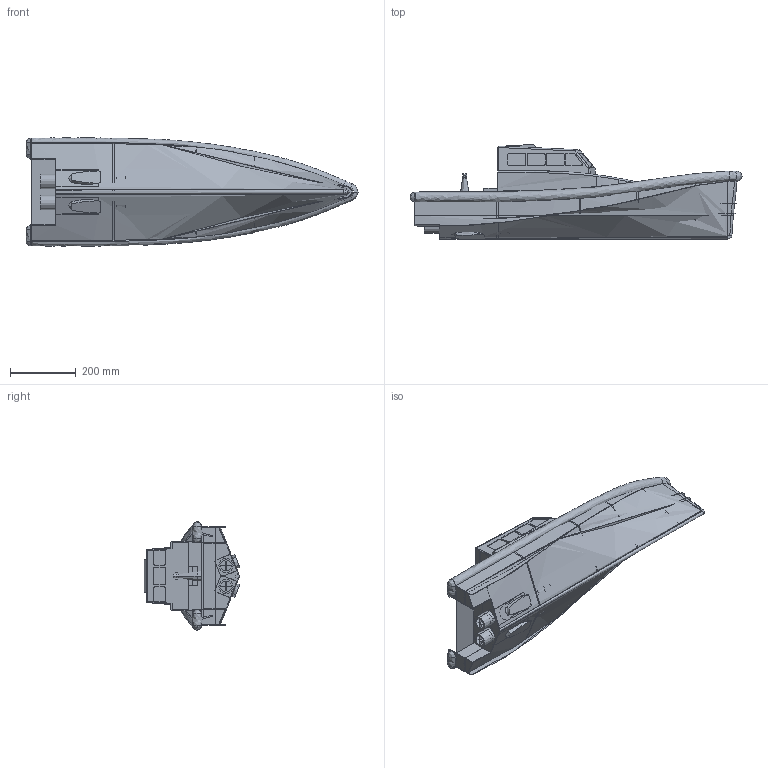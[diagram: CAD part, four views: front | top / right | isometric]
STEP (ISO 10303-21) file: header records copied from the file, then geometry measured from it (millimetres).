
FILE_DESCRIPTION(('OneSpaceDesigner STEP Export'),'2;1');
FILE_NAME('Aptilla SAR.stp','2014-07-11T 9:29:31',(''),(''),'OneSpace Designer STEP processor for AP214 (Solid Model)','OneSpace Designer 14.50 18-Oct-2006 (C) CoCreate Software GmbH','');
FILE_SCHEMA(('AUTOMOTIVE_DESIGN { 1 0 10303 214 1 1 1 1 }'));
Length unit declared in the file: millimetre
Products named in the file (63): Fender_BB; Fender_SB; 03_Fenders; Boord.1; FloorA; FloorB; Beting; Boord.2; Boeg_Boord; 05_Dek; Spatplaat; Spatplaat.1; Boegpunt; Boeg; KeelRnd; Zijvlak_BB; Vlak_SB; Zijvlak_SB; Vlak_BB; Hull; Uitlaat.BB; Uitlaat.SB; HekA_onder.2; HekEnd_boven.2; HekA_onder.1; HekEnd_boven.1; HekB_boven; Hek; 01_Romp; Frame_03; Frame_06; Frame_04; Frame_05; Frame_02; 02_Frames; Flowvorm; InlaatTunnel; ASM_WJ; SchroefasBuis; Schroef ...
Assembly tree (63 placements, depth 5):
  SAR1816
    06_Opbouw
      Raam_achter
      Raam_voor
      Raam_BB_voor
      Raam_SB_voor
      Ramen_SB.1
      Ramen.0
      Roef
      Ramen.1
      Ramen.2
      Ramen.3
      Ramen_SB.1.1
      Ramen_SB.1.2
      Ramen_SB.1.3
      Raam_achter.1
      Raam_achter.2
    04_Aandrijving
      140706_PropulsionUnit  x2
        ASM_Motor.1
          Schroefas
          Koppeling
          Motor
          Schroef
          SchroefasBuis
        ASM_WJ
          InlaatTunnel
          Flowvorm
    02_Frames
      Frame_02
      Frame_05
      Frame_04
      Frame_06
      Frame_03
    01_Romp
      Hek
        HekB_boven
        HekEnd_boven.1
        HekA_onder.1
        HekEnd_boven.2
        HekA_onder.2
        Uitlaat.SB
        Uitlaat.BB
      Hull
        Vlak_BB
        Zijvlak_SB
        Vlak_SB
        Zijvlak_BB
        KeelRnd
      Boeg
        Boegpunt
        Spatplaat.1
        Spatplaat
    05_Dek
      Boeg_Boord
      Boord.2
      Beting
      FloorB
      FloorA
      Boord.1
Bounding box: 1008.96 x 289.46 x 329.15 mm (x, y, z)
Volume: 4869259.4 mm3; surface area: 2458236.8 mm2
Topology: 57 solids, 57 shells, 1096 faces, 2823 edges, 1838 vertices
Faces by surface type: plane 517, cylinder 324, bspline 156, extrusion 53, cone 14, torus 11, revolution 11, sphere 10
Entity records: 48604 total; most frequent: CARTESIAN_POINT 25338, ORIENTED_EDGE 4834, DIRECTION 3675, EDGE_CURVE 2416, VERTEX_POINT 1583, VECTOR 1411, LINE 1357, AXIS2_PLACEMENT_3D 1127
